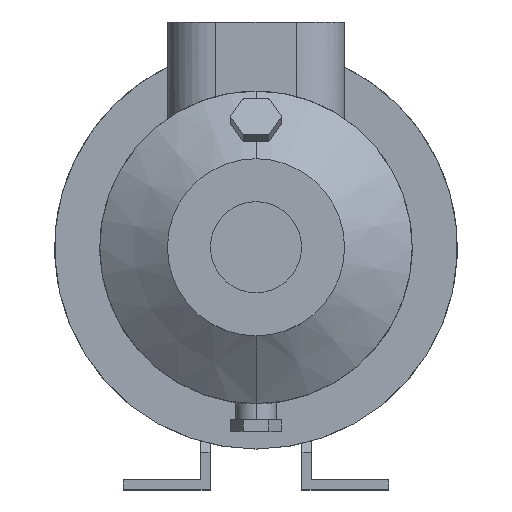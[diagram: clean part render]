
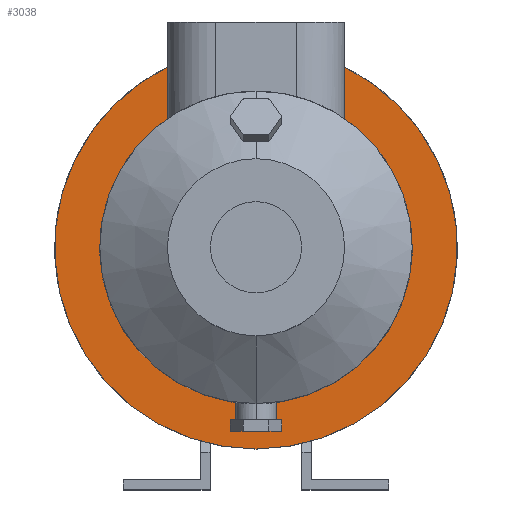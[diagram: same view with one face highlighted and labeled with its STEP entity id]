
A CAD part, top view. The second image highlights one B-rep face of the part: STEP entity #3038.
In plain terms, the highlighted planar face has unit normal (0, 0, 1).
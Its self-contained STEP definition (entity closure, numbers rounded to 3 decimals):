
#507 = VERTEX_POINT ( 'NONE', #12427 ) ;
#574 = CARTESIAN_POINT ( 'NONE',  ( 0., 0., -43. ) ) ;
#1066 = CIRCLE ( 'NONE', #2728, 125. ) ;
#1112 = EDGE_LOOP ( 'NONE', ( #2479, #8023, #3063, #4315, #5835, #9152 ) ) ;
#1221 = DIRECTION ( 'NONE',  ( 0., 0., -1. ) ) ;
#1721 = DIRECTION ( 'NONE',  ( 0., 1., 0. ) ) ;
#1874 = CARTESIAN_POINT ( 'NONE',  ( 0., 97., -43. ) ) ;
#2052 = CARTESIAN_POINT ( 'NONE',  ( -55., 112.25, -43. ) ) ;
#2479 = ORIENTED_EDGE ( 'NONE', *, *, #11975, .F. ) ;
#2621 = AXIS2_PLACEMENT_3D ( 'NONE', #3137, #7073, #6234 ) ;
#2728 = AXIS2_PLACEMENT_3D ( 'NONE', #9741, #10639, #6633 ) ;
#2829 = VECTOR ( 'NONE', #7890, 1000. ) ;
#3038 = ADVANCED_FACE ( 'NONE', ( #10604 ), #6719, .T. ) ;
#3063 = ORIENTED_EDGE ( 'NONE', *, *, #9987, .T. ) ;
#3137 = CARTESIAN_POINT ( 'NONE',  ( 0., 0., -43. ) ) ;
#3430 = CARTESIAN_POINT ( 'NONE',  ( 0., -97., -43. ) ) ;
#3438 = EDGE_CURVE ( 'NONE', #11439, #5962, #7368, .T. ) ;
#3487 = CARTESIAN_POINT ( 'NONE',  ( 0., -125., -43. ) ) ;
#4315 = ORIENTED_EDGE ( 'NONE', *, *, #5545, .T. ) ;
#4983 = CARTESIAN_POINT ( 'NONE',  ( -55., -125.002, -43. ) ) ;
#5215 = VERTEX_POINT ( 'NONE', #10492 ) ;
#5358 = EDGE_CURVE ( 'NONE', #507, #5962, #5756, .T. ) ;
#5545 = EDGE_CURVE ( 'NONE', #7160, #507, #7795, .T. ) ;
#5756 = LINE ( 'NONE', #4983, #2829 ) ;
#5835 = ORIENTED_EDGE ( 'NONE', *, *, #5358, .T. ) ;
#5962 = VERTEX_POINT ( 'NONE', #2052 ) ;
#6006 = DIRECTION ( 'NONE',  ( 0., -1., 0. ) ) ;
#6234 = DIRECTION ( 'NONE',  ( 0., 1., 0. ) ) ;
#6633 = DIRECTION ( 'NONE',  ( 0., 1., 0. ) ) ;
#6719 = PLANE ( 'NONE',  #8803 ) ;
#7073 = DIRECTION ( 'NONE',  ( 0., 0., -1. ) ) ;
#7160 = VERTEX_POINT ( 'NONE', #3430 ) ;
#7368 = CIRCLE ( 'NONE', #2621, 125. ) ;
#7795 = CIRCLE ( 'NONE', #9035, 97. ) ;
#7890 = DIRECTION ( 'NONE',  ( 0., 1., 0. ) ) ;
#8023 = ORIENTED_EDGE ( 'NONE', *, *, #11989, .F. ) ;
#8085 = CARTESIAN_POINT ( 'NONE',  ( 0., 0., -43. ) ) ;
#8803 = AXIS2_PLACEMENT_3D ( 'NONE', #1874, #9184, #6006 ) ;
#9035 = AXIS2_PLACEMENT_3D ( 'NONE', #8085, #1221, #9119 ) ;
#9119 = DIRECTION ( 'NONE',  ( 0., 1., 0. ) ) ;
#9152 = ORIENTED_EDGE ( 'NONE', *, *, #3438, .F. ) ;
#9184 = DIRECTION ( 'NONE',  ( 0., 0., 1. ) ) ;
#9741 = CARTESIAN_POINT ( 'NONE',  ( 0., 0., -43. ) ) ;
#9987 = EDGE_CURVE ( 'NONE', #5215, #7160, #10330, .T. ) ;
#10330 = CIRCLE ( 'NONE', #11972, 97. ) ;
#10357 = DIRECTION ( 'NONE',  ( 0., 1., 0. ) ) ;
#10492 = CARTESIAN_POINT ( 'NONE',  ( 55., 79.9, -43. ) ) ;
#10604 = FACE_OUTER_BOUND ( 'NONE', #1112, .T. ) ;
#10639 = DIRECTION ( 'NONE',  ( 0., 0., -1. ) ) ;
#11395 = DIRECTION ( 'NONE',  ( 0., 0., -1. ) ) ;
#11430 = LINE ( 'NONE', #12652, #12642 ) ;
#11439 = VERTEX_POINT ( 'NONE', #3487 ) ;
#11972 = AXIS2_PLACEMENT_3D ( 'NONE', #574, #11395, #10357 ) ;
#11975 = EDGE_CURVE ( 'NONE', #12151, #11439, #1066, .T. ) ;
#11989 = EDGE_CURVE ( 'NONE', #5215, #12151, #11430, .T. ) ;
#11993 = CARTESIAN_POINT ( 'NONE',  ( 55., 112.25, -43. ) ) ;
#12151 = VERTEX_POINT ( 'NONE', #11993 ) ;
#12427 = CARTESIAN_POINT ( 'NONE',  ( -55., 79.9, -43. ) ) ;
#12642 = VECTOR ( 'NONE', #1721, 1000. ) ;
#12652 = CARTESIAN_POINT ( 'NONE',  ( 55., -125.002, -43. ) ) ;
